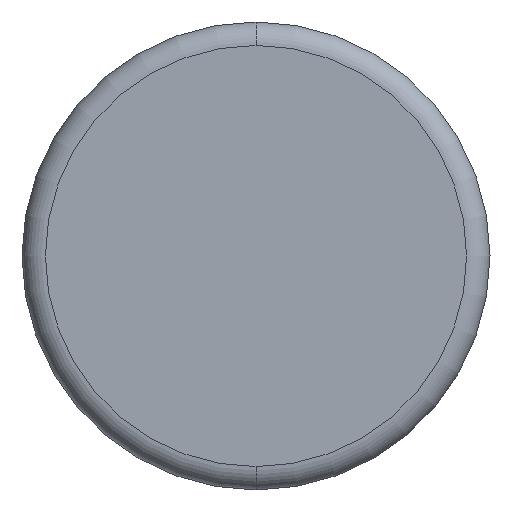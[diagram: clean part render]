
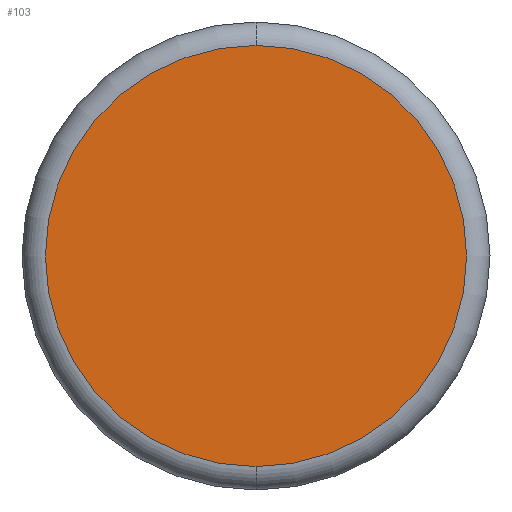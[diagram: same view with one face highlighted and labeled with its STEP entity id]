
A CAD part, front view. The second image highlights one B-rep face of the part: STEP entity #103.
In plain terms, the highlighted planar face has unit normal (0, -1, 0).
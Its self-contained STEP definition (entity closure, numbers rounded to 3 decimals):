
#14 = ORIENTED_EDGE ( 'NONE', *, *, #91, .T. ) ;
#22 = CIRCLE ( 'NONE', #168, 9. ) ;
#33 = EDGE_LOOP ( 'NONE', ( #120, #14 ) ) ;
#57 = DIRECTION ( 'NONE',  ( 0., 0., -1. ) ) ;
#63 = VERTEX_POINT ( 'NONE', #197 ) ;
#66 = VERTEX_POINT ( 'NONE', #195 ) ;
#91 = EDGE_CURVE ( 'NONE', #63, #66, #22, .T. ) ;
#103 = ADVANCED_FACE ( 'NONE', ( #245 ), #304, .T. ) ;
#111 = DIRECTION ( 'NONE',  ( 0., -1., 0. ) ) ;
#120 = ORIENTED_EDGE ( 'NONE', *, *, #280, .T. ) ;
#138 = CARTESIAN_POINT ( 'NONE',  ( 0., 0., 0. ) ) ;
#166 = DIRECTION ( 'NONE',  ( 0., 0., -1. ) ) ;
#168 = AXIS2_PLACEMENT_3D ( 'NONE', #138, #194, #166 ) ;
#194 = DIRECTION ( 'NONE',  ( 0., -1., 0. ) ) ;
#195 = CARTESIAN_POINT ( 'NONE',  ( 0., 0., -9. ) ) ;
#197 = CARTESIAN_POINT ( 'NONE',  ( 0., 0., 9. ) ) ;
#228 = CARTESIAN_POINT ( 'NONE',  ( 0., 0., 0. ) ) ;
#234 = AXIS2_PLACEMENT_3D ( 'NONE', #271, #111, #309 ) ;
#245 = FACE_OUTER_BOUND ( 'NONE', #33, .T. ) ;
#271 = CARTESIAN_POINT ( 'NONE',  ( 0., 0., 0. ) ) ;
#280 = EDGE_CURVE ( 'NONE', #66, #63, #354, .T. ) ;
#304 = PLANE ( 'NONE',  #234 ) ;
#309 = DIRECTION ( 'NONE',  ( 0., 0., -1. ) ) ;
#317 = DIRECTION ( 'NONE',  ( 0., -1., 0. ) ) ;
#346 = AXIS2_PLACEMENT_3D ( 'NONE', #228, #317, #57 ) ;
#354 = CIRCLE ( 'NONE', #346, 9. ) ;
